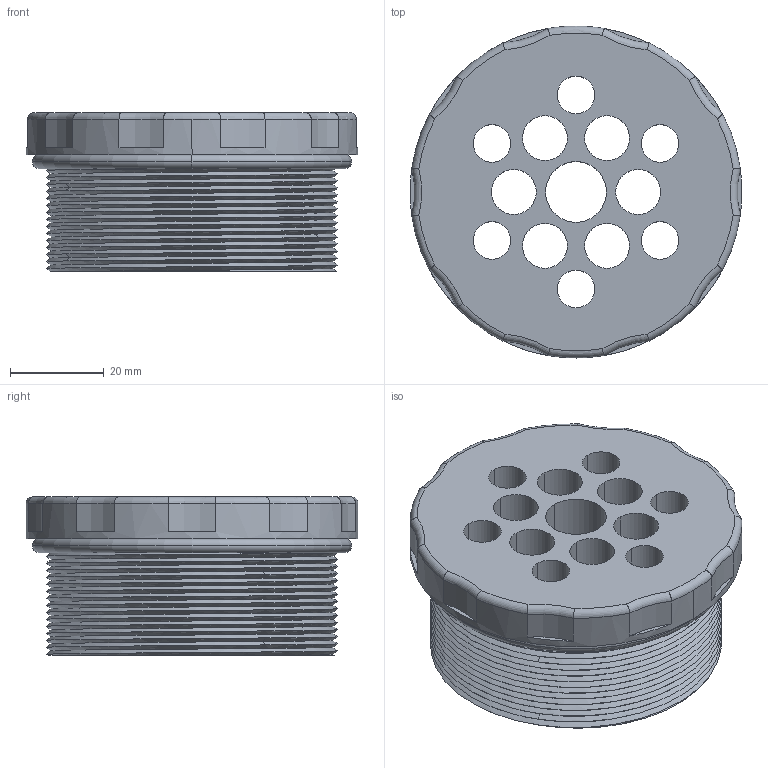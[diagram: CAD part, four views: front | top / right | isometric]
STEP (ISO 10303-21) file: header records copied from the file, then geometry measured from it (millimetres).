
FILE_DESCRIPTION(('STEP AP242'),'1');
FILE_NAME('nsytsam6313se.stp','2019-06-06T14:33:17',('TraceParts'),('TraceParts S.A.'),'Spatial InterOp 3D',' ',' ');
FILE_SCHEMA(('AP242_MANAGED_MODEL_BASED_3D_ENGINEERING_MIM_LF {1 0 10303 442 1 1 4}'));
Length unit declared in the file: millimetre
Products named in the file (1): nsytsam6313se_1
Bounding box: 71 x 71 x 34 mm (x, y, z)
Volume: 41859.3 mm3; surface area: 26143.7 mm2
Topology: 2 solids, 2 shells, 95 faces, 268 edges, 177 vertices
Faces by surface type: cylinder 42, torus 28, plane 15, bspline 10
Entity records: 7038 total; most frequent: CARTESIAN_POINT 4529, ORIENTED_EDGE 536, DIRECTION 513, EDGE_CURVE 268, AXIS2_PLACEMENT_3D 225, VERTEX_POINT 177, CIRCLE 138, EDGE_LOOP 123
